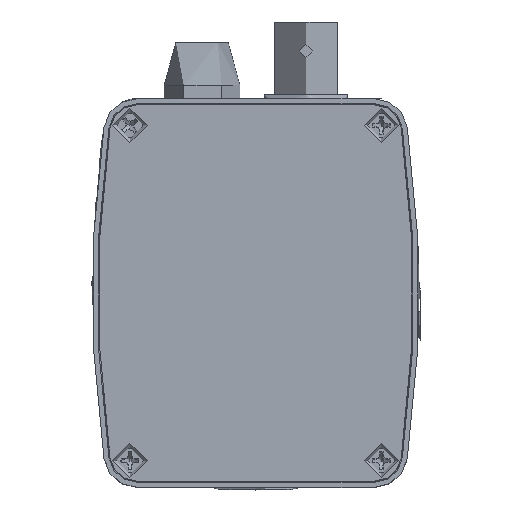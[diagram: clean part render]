
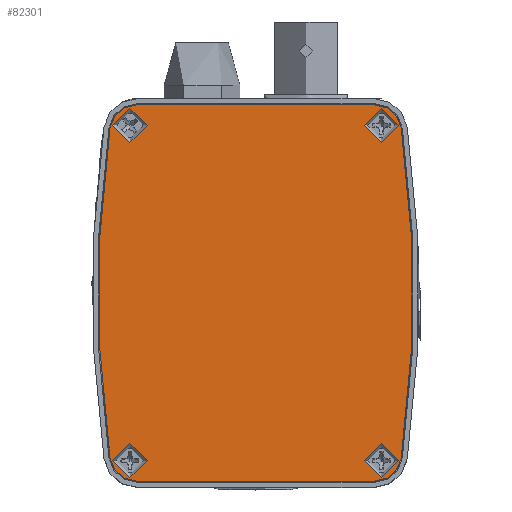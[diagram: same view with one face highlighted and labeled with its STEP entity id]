
A CAD part, top view. The second image highlights one B-rep face of the part: STEP entity #82301.
In plain terms, the highlighted planar face has unit normal (0, 0, 1).
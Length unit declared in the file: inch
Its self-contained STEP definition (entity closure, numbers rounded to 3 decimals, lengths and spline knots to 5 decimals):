
#509 = EDGE_CURVE ( 'NONE', #163367, #292486, #203799, .T. ) ;
#1049 = EDGE_CURVE ( 'NONE', #292486, #285491, #22798, .T. ) ;
#2416 = VECTOR ( 'NONE', #133880, 39.37008 ) ;
#5727 = FACE_BOUND ( 'NONE', #259647, .T. ) ;
#5898 = CARTESIAN_POINT ( 'NONE',  ( -0.64661, 1.19, 0.009 ) ) ;
#10999 = ORIENTED_EDGE ( 'NONE', *, *, #109371, .T. ) ;
#11416 = EDGE_LOOP ( 'NONE', ( #190460 ) ) ;
#11567 = AXIS2_PLACEMENT_3D ( 'NONE', #132747, #297643, #156411 ) ;
#13157 = AXIS2_PLACEMENT_3D ( 'NONE', #62187, #227011, #85836 ) ;
#14298 = CARTESIAN_POINT ( 'NONE',  ( -0.71, -0.7725, 0.009 ) ) ;
#15563 = VERTEX_POINT ( 'NONE', #70962 ) ;
#16949 = DIRECTION ( 'NONE',  ( -1., 0., 0. ) ) ;
#19598 = AXIS2_PLACEMENT_3D ( 'NONE', #228501, #87340, #252274 ) ;
#22798 = LINE ( 'NONE', #296453, #203560 ) ;
#23843 = VERTEX_POINT ( 'NONE', #5898 ) ;
#24137 = CIRCLE ( 'NONE', #11567, 0.10339 ) ;
#27888 = EDGE_CURVE ( 'NONE', #81732, #81732, #33443, .T. ) ;
#28429 = ORIENTED_EDGE ( 'NONE', *, *, #159003, .T. ) ;
#30988 = DIRECTION ( 'NONE',  ( 0., 0., 1. ) ) ;
#33443 = CIRCLE ( 'NONE', #271262, 0.10339 ) ;
#38070 = DIRECTION ( 'NONE',  ( -1., 0., 0. ) ) ;
#48044 = CARTESIAN_POINT ( 'NONE',  ( -0.86843, -0.79483, 0.009 ) ) ;
#56908 = CARTESIAN_POINT ( 'NONE',  ( 0.86843, 1.17483, 0.009 ) ) ;
#57778 = AXIS2_PLACEMENT_3D ( 'NONE', #14298, #179181, #38070 ) ;
#58060 = AXIS2_PLACEMENT_3D ( 'NONE', #270234, #129132, #293989 ) ;
#61475 = DIRECTION ( 'NONE',  ( 1., 0., 0. ) ) ;
#62187 = CARTESIAN_POINT ( 'NONE',  ( -0.71, 1.1525, 0.009 ) ) ;
#63060 = EDGE_CURVE ( 'NONE', #177476, #177476, #298726, .T. ) ;
#63707 = AXIS2_PLACEMENT_3D ( 'NONE', #299481, #158256, #16949 ) ;
#65008 = CARTESIAN_POINT ( 'NONE',  ( 0.71, 1.1525, 0.009 ) ) ;
#66585 = ORIENTED_EDGE ( 'NONE', *, *, #27888, .F. ) ;
#68487 = FACE_OUTER_BOUND ( 'NONE', #180977, .T. ) ;
#70635 = EDGE_CURVE ( 'NONE', #170081, #170081, #146090, .T. ) ;
#70962 = CARTESIAN_POINT ( 'NONE',  ( 0.71, 1.3125, 0.009 ) ) ;
#71435 = ORIENTED_EDGE ( 'NONE', *, *, #202323, .T. ) ;
#72787 = ORIENTED_EDGE ( 'NONE', *, *, #210410, .T. ) ;
#79872 = CIRCLE ( 'NONE', #205373, 0.16 ) ;
#81393 = DIRECTION ( 'NONE',  ( 0., 0., 1. ) ) ;
#81732 = VERTEX_POINT ( 'NONE', #283280 ) ;
#82301 = ADVANCED_FACE ( 'NONE', ( #193799, #5727, #131205, #256555, #68487 ), #109308, .F. ) ;
#85836 = DIRECTION ( 'NONE',  ( 1., 0., 0. ) ) ;
#87340 = DIRECTION ( 'NONE',  ( 0., 0., 1. ) ) ;
#88696 = DIRECTION ( 'NONE',  ( -1., 0., 0. ) ) ;
#90951 = EDGE_CURVE ( 'NONE', #280217, #163367, #206184, .T. ) ;
#96654 = CARTESIAN_POINT ( 'NONE',  ( -0.64661, -0.81, 0.009 ) ) ;
#96775 = CIRCLE ( 'NONE', #63707, 0.16 ) ;
#105122 = DIRECTION ( 'NONE',  ( 0., 0., 1. ) ) ;
#106075 = DIRECTION ( 'NONE',  ( 0., 0., 1. ) ) ;
#109308 = PLANE ( 'NONE',  #174907 ) ;
#109371 = EDGE_CURVE ( 'NONE', #190707, #15563, #96775, .T. ) ;
#113527 = EDGE_LOOP ( 'NONE', ( #137619 ) ) ;
#116631 = CARTESIAN_POINT ( 'NONE',  ( 0.71, -0.9325, 0.009 ) ) ;
#118283 = EDGE_CURVE ( 'NONE', #15563, #134510, #245832, .T. ) ;
#127841 = EDGE_CURVE ( 'NONE', #23843, #23843, #24137, .T. ) ;
#129132 = DIRECTION ( 'NONE',  ( 0., 0., 1. ) ) ;
#131205 = FACE_BOUND ( 'NONE', #11416, .T. ) ;
#132747 = CARTESIAN_POINT ( 'NONE',  ( -0.75, 1.19, 0.009 ) ) ;
#133880 = DIRECTION ( 'NONE',  ( -1., 0., 0. ) ) ;
#134510 = VERTEX_POINT ( 'NONE', #194934 ) ;
#137619 = ORIENTED_EDGE ( 'NONE', *, *, #127841, .F. ) ;
#146090 = CIRCLE ( 'NONE', #58060, 0.10339 ) ;
#156411 = DIRECTION ( 'NONE',  ( 1., 0., 0. ) ) ;
#158256 = DIRECTION ( 'NONE',  ( 0., 0., 1. ) ) ;
#159003 = EDGE_CURVE ( 'NONE', #285491, #254813, #79872, .T. ) ;
#163367 = VERTEX_POINT ( 'NONE', #48044 ) ;
#168630 = ORIENTED_EDGE ( 'NONE', *, *, #90951, .T. ) ;
#170081 = VERTEX_POINT ( 'NONE', #96654 ) ;
#172119 = CARTESIAN_POINT ( 'NONE',  ( 0.75, -0.81, 0.009 ) ) ;
#174907 = AXIS2_PLACEMENT_3D ( 'NONE', #65008, #229867, #88696 ) ;
#177476 = VERTEX_POINT ( 'NONE', #190398 ) ;
#179181 = DIRECTION ( 'NONE',  ( 0., 0., 1. ) ) ;
#180977 = EDGE_LOOP ( 'NONE', ( #10999, #241980, #71435, #168630, #227768, #206696, #28429, #72787 ) ) ;
#190398 = CARTESIAN_POINT ( 'NONE',  ( 0.85339, -0.81, 0.009 ) ) ;
#190460 = ORIENTED_EDGE ( 'NONE', *, *, #63060, .F. ) ;
#190707 = VERTEX_POINT ( 'NONE', #56908 ) ;
#193799 = FACE_BOUND ( 'NONE', #113527, .T. ) ;
#194934 = CARTESIAN_POINT ( 'NONE',  ( -0.71, 1.3125, 0.009 ) ) ;
#195869 = DIRECTION ( 'NONE',  ( 1., 0., 0. ) ) ;
#201707 = EDGE_LOOP ( 'NONE', ( #277569 ) ) ;
#202323 = EDGE_CURVE ( 'NONE', #134510, #280217, #239697, .T. ) ;
#203560 = VECTOR ( 'NONE', #61475, 39.37008 ) ;
#203799 = CIRCLE ( 'NONE', #57778, 0.16 ) ;
#205373 = AXIS2_PLACEMENT_3D ( 'NONE', #246415, #105122, #270014 ) ;
#206184 = CIRCLE ( 'NONE', #19598, 7.05602 ) ;
#206696 = ORIENTED_EDGE ( 'NONE', *, *, #1049, .T. ) ;
#210410 = EDGE_CURVE ( 'NONE', #254813, #190707, #293789, .T. ) ;
#213347 = CARTESIAN_POINT ( 'NONE',  ( 0.86843, -0.79483, 0.009 ) ) ;
#213390 = CARTESIAN_POINT ( 'NONE',  ( -0.86843, 1.17483, 0.009 ) ) ;
#222617 = CARTESIAN_POINT ( 'NONE',  ( 0.75, 1.19, 0.009 ) ) ;
#227011 = DIRECTION ( 'NONE',  ( 0., 0., 1. ) ) ;
#227768 = ORIENTED_EDGE ( 'NONE', *, *, #509, .T. ) ;
#228501 = CARTESIAN_POINT ( 'NONE',  ( 6.11852, 0.19, 0.009 ) ) ;
#229867 = DIRECTION ( 'NONE',  ( 0., 0., -1. ) ) ;
#239697 = CIRCLE ( 'NONE', #13157, 0.16 ) ;
#241980 = ORIENTED_EDGE ( 'NONE', *, *, #118283, .T. ) ;
#245832 = LINE ( 'NONE', #298785, #2416 ) ;
#246400 = DIRECTION ( 'NONE',  ( 1., 0., 0. ) ) ;
#246415 = CARTESIAN_POINT ( 'NONE',  ( 0.71, -0.7725, 0.009 ) ) ;
#247369 = CARTESIAN_POINT ( 'NONE',  ( -6.11852, 0.19, 0.009 ) ) ;
#252274 = DIRECTION ( 'NONE',  ( 1., 0., 0. ) ) ;
#254813 = VERTEX_POINT ( 'NONE', #213347 ) ;
#256555 = FACE_BOUND ( 'NONE', #201707, .T. ) ;
#259647 = EDGE_LOOP ( 'NONE', ( #66585 ) ) ;
#270014 = DIRECTION ( 'NONE',  ( 1., 0., 0. ) ) ;
#270234 = CARTESIAN_POINT ( 'NONE',  ( -0.75, -0.81, 0.009 ) ) ;
#270981 = DIRECTION ( 'NONE',  ( -1., 0., 0. ) ) ;
#271262 = AXIS2_PLACEMENT_3D ( 'NONE', #222617, #81393, #246400 ) ;
#277569 = ORIENTED_EDGE ( 'NONE', *, *, #70635, .F. ) ;
#280217 = VERTEX_POINT ( 'NONE', #213390 ) ;
#280484 = CARTESIAN_POINT ( 'NONE',  ( -0.71, -0.9325, 0.009 ) ) ;
#283280 = CARTESIAN_POINT ( 'NONE',  ( 0.85339, 1.19, 0.009 ) ) ;
#285491 = VERTEX_POINT ( 'NONE', #116631 ) ;
#292486 = VERTEX_POINT ( 'NONE', #280484 ) ;
#293005 = AXIS2_PLACEMENT_3D ( 'NONE', #172119, #30988, #195869 ) ;
#293789 = CIRCLE ( 'NONE', #299562, 7.05602 ) ;
#293989 = DIRECTION ( 'NONE',  ( 1., 0., 0. ) ) ;
#296453 = CARTESIAN_POINT ( 'NONE',  ( -0.71, -0.9325, 0.009 ) ) ;
#297643 = DIRECTION ( 'NONE',  ( 0., 0., 1. ) ) ;
#298726 = CIRCLE ( 'NONE', #293005, 0.10339 ) ;
#298785 = CARTESIAN_POINT ( 'NONE',  ( -0.71, 1.3125, 0.009 ) ) ;
#299481 = CARTESIAN_POINT ( 'NONE',  ( 0.71, 1.1525, 0.009 ) ) ;
#299562 = AXIS2_PLACEMENT_3D ( 'NONE', #247369, #106075, #270981 ) ;
